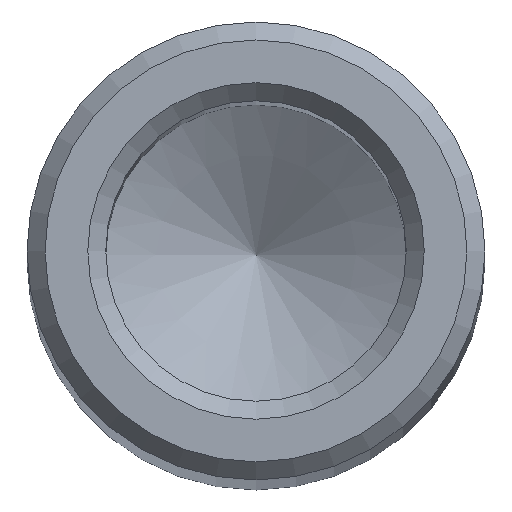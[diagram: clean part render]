
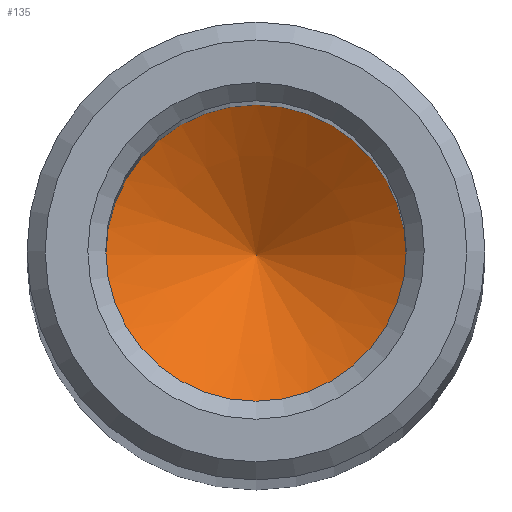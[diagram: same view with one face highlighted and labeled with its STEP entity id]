
A CAD part, top view. The second image highlights one B-rep face of the part: STEP entity #135.
In plain terms, the highlighted conical face has half-angle 59 degrees and reference radius 2.083 mm.
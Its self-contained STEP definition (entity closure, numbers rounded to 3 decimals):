
#36=FACE_OUTER_BOUND($,#56,.T.);
#56=EDGE_LOOP($,(#106));
#62=CIRCLE($,#149,4.165);
#72=VERTEX_POINT($,#220);
#82=EDGE_CURVE($,#72,#72,#62,.T.);
#106=ORIENTED_EDGE($,*,*,#82,.T.);
#112=CONICAL_SURFACE($,#159,2.083,59.);
#135=ADVANCED_FACE($,(#36),#112,.F.);
#149=AXIS2_PLACEMENT_3D($,#221,#182,#183);
#159=AXIS2_PLACEMENT_3D($,#235,#202,#203);
#182=DIRECTION('center_axis',(0.,0.,1.));
#183=DIRECTION('ref_axis',(1.,0.,0.));
#202=DIRECTION('center_axis',(0.,0.,1.));
#203=DIRECTION('ref_axis',(1.,0.,0.));
#220=CARTESIAN_POINT('',(4.165,0.,97.));
#221=CARTESIAN_POINT('Origin',(0.,0.,97.));
#235=CARTESIAN_POINT('Origin',(0.,0.,95.749));
